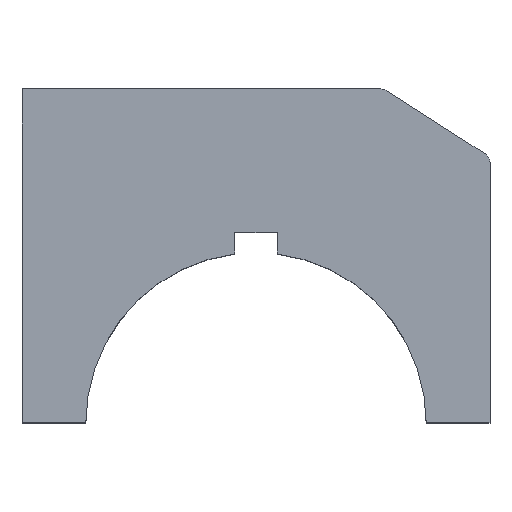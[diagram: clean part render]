
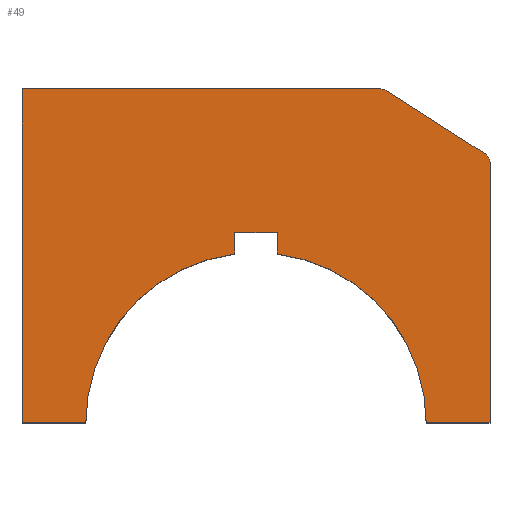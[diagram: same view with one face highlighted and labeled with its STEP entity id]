
A CAD part, top view. The second image highlights one B-rep face of the part: STEP entity #49.
In plain terms, the highlighted planar face has unit normal (0, 0, 1).
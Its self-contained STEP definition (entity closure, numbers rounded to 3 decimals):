
#1 = CARTESIAN_POINT ( 'NONE',  ( 0., 0., 60. ) ) ;
#7 = CIRCLE ( 'NONE', #305, 80. ) ;
#25 = DIRECTION ( 'NONE',  ( 0., 0., -1. ) ) ;
#32 = DIRECTION ( 'NONE',  ( -1., 0., 0. ) ) ;
#34 = EDGE_CURVE ( 'NONE', #444, #392, #499, .T. ) ;
#39 = EDGE_CURVE ( 'NONE', #257, #104, #446, .T. ) ;
#42 = DIRECTION ( 'NONE',  ( 1., 0., 0. ) ) ;
#44 = CARTESIAN_POINT ( 'NONE',  ( 110., 125., 60. ) ) ;
#49 = ADVANCED_FACE ( 'NONE', ( #79 ), #269, .F. ) ;
#52 = CARTESIAN_POINT ( 'NONE',  ( 80., 0., 60. ) ) ;
#55 = DIRECTION ( 'NONE',  ( 0., 1., 0. ) ) ;
#57 = CARTESIAN_POINT ( 'NONE',  ( 58.537, 152., 60. ) ) ;
#60 = DIRECTION ( 'NONE',  ( -1., 0., 0. ) ) ;
#61 = CARTESIAN_POINT ( 'NONE',  ( 10., 79.373, 60. ) ) ;
#69 = EDGE_CURVE ( 'NONE', #405, #211, #311, .T. ) ;
#79 = FACE_OUTER_BOUND ( 'NONE', #380, .T. ) ;
#84 = EDGE_CURVE ( 'NONE', #392, #454, #347, .T. ) ;
#90 = LINE ( 'NONE', #242, #336 ) ;
#95 = CARTESIAN_POINT ( 'NONE',  ( -110., 0., 60. ) ) ;
#97 = VERTEX_POINT ( 'NONE', #506 ) ;
#99 = VERTEX_POINT ( 'NONE', #270 ) ;
#104 = VERTEX_POINT ( 'NONE', #349 ) ;
#106 = ORIENTED_EDGE ( 'NONE', *, *, #69, .T. ) ;
#107 = EDGE_CURVE ( 'NONE', #104, #444, #198, .T. ) ;
#109 = CARTESIAN_POINT ( 'NONE',  ( 0., 0., 60. ) ) ;
#117 = CIRCLE ( 'NONE', #243, 5. ) ;
#118 = VECTOR ( 'NONE', #464, 1000. ) ;
#120 = VERTEX_POINT ( 'NONE', #350 ) ;
#121 = CARTESIAN_POINT ( 'NONE',  ( 105., 122.264, 60. ) ) ;
#122 = AXIS2_PLACEMENT_3D ( 'NONE', #229, #471, #42 ) ;
#130 = VECTOR ( 'NONE', #418, 1000. ) ;
#134 = ORIENTED_EDGE ( 'NONE', *, *, #183, .T. ) ;
#138 = ORIENTED_EDGE ( 'NONE', *, *, #84, .T. ) ;
#144 = VECTOR ( 'NONE', #196, 1000. ) ;
#147 = CARTESIAN_POINT ( 'NONE',  ( 110., 122.264, 60. ) ) ;
#166 = VECTOR ( 'NONE', #248, 1000. ) ;
#170 = LINE ( 'NONE', #95, #166 ) ;
#176 = CARTESIAN_POINT ( 'NONE',  ( 10., 79.373, 60. ) ) ;
#183 = EDGE_CURVE ( 'NONE', #120, #411, #275, .T. ) ;
#189 = LINE ( 'NONE', #463, #130 ) ;
#190 = VERTEX_POINT ( 'NONE', #436 ) ;
#196 = DIRECTION ( 'NONE',  ( -1., 0., 0. ) ) ;
#198 = LINE ( 'NONE', #309, #118 ) ;
#200 = CIRCLE ( 'NONE', #285, 5. ) ;
#202 = VERTEX_POINT ( 'NONE', #322 ) ;
#211 = VERTEX_POINT ( 'NONE', #437 ) ;
#219 = CARTESIAN_POINT ( 'NONE',  ( 58.537, 157., 60. ) ) ;
#229 = CARTESIAN_POINT ( 'NONE',  ( 0., 0., 60. ) ) ;
#231 = ORIENTED_EDGE ( 'NONE', *, *, #235, .T. ) ;
#235 = EDGE_CURVE ( 'NONE', #454, #120, #90, .T. ) ;
#242 = CARTESIAN_POINT ( 'NONE',  ( 110., 0., 60. ) ) ;
#243 = AXIS2_PLACEMENT_3D ( 'NONE', #121, #479, #399 ) ;
#244 = EDGE_CURVE ( 'NONE', #411, #97, #117, .T. ) ;
#248 = DIRECTION ( 'NONE',  ( 1., 0., 0. ) ) ;
#257 = VERTEX_POINT ( 'NONE', #395 ) ;
#263 = EDGE_CURVE ( 'NONE', #97, #190, #396, .T. ) ;
#269 = PLANE ( 'NONE',  #438 ) ;
#270 = CARTESIAN_POINT ( 'NONE',  ( -110., 0., 60. ) ) ;
#275 = LINE ( 'NONE', #44, #423 ) ;
#285 = AXIS2_PLACEMENT_3D ( 'NONE', #57, #448, #32 ) ;
#286 = ORIENTED_EDGE ( 'NONE', *, *, #263, .T. ) ;
#291 = DIRECTION ( 'NONE',  ( 0., -1., 0. ) ) ;
#294 = ORIENTED_EDGE ( 'NONE', *, *, #505, .T. ) ;
#305 = AXIS2_PLACEMENT_3D ( 'NONE', #109, #25, #60 ) ;
#309 = CARTESIAN_POINT ( 'NONE',  ( -10., 89.373, 60. ) ) ;
#311 = LINE ( 'NONE', #462, #144 ) ;
#313 = VECTOR ( 'NONE', #434, 1000. ) ;
#315 = DIRECTION ( 'NONE',  ( 0., 1., 0. ) ) ;
#318 = VECTOR ( 'NONE', #291, 1000. ) ;
#322 = CARTESIAN_POINT ( 'NONE',  ( -80., 0., 60. ) ) ;
#330 = ORIENTED_EDGE ( 'NONE', *, *, #443, .T. ) ;
#336 = VECTOR ( 'NONE', #352, 1000. ) ;
#344 = DIRECTION ( 'NONE',  ( 0., 0., -1. ) ) ;
#347 = CIRCLE ( 'NONE', #122, 80. ) ;
#349 = CARTESIAN_POINT ( 'NONE',  ( -10., 89.373, 60. ) ) ;
#350 = CARTESIAN_POINT ( 'NONE',  ( 110., 0., 60. ) ) ;
#352 = DIRECTION ( 'NONE',  ( 1., 0., 0. ) ) ;
#357 = CARTESIAN_POINT ( 'NONE',  ( 60., 157., 60. ) ) ;
#362 = ORIENTED_EDGE ( 'NONE', *, *, #34, .T. ) ;
#364 = EDGE_CURVE ( 'NONE', #190, #405, #200, .T. ) ;
#373 = CARTESIAN_POINT ( 'NONE',  ( 10., 89.373, 60. ) ) ;
#380 = EDGE_LOOP ( 'NONE', ( #134, #398, #286, #455, #106, #294, #435, #330, #475, #493, #362, #138, #231 ) ) ;
#386 = DIRECTION ( 'NONE',  ( -1., 0., 0. ) ) ;
#392 = VERTEX_POINT ( 'NONE', #176 ) ;
#395 = CARTESIAN_POINT ( 'NONE',  ( -10., 79.373, 60. ) ) ;
#396 = LINE ( 'NONE', #357, #313 ) ;
#398 = ORIENTED_EDGE ( 'NONE', *, *, #244, .T. ) ;
#399 = DIRECTION ( 'NONE',  ( -1., 0., 0. ) ) ;
#405 = VERTEX_POINT ( 'NONE', #219 ) ;
#411 = VERTEX_POINT ( 'NONE', #147 ) ;
#418 = DIRECTION ( 'NONE',  ( 0., -1., 0. ) ) ;
#423 = VECTOR ( 'NONE', #315, 1000. ) ;
#434 = DIRECTION ( 'NONE',  ( -0.842, 0.539, 0. ) ) ;
#435 = ORIENTED_EDGE ( 'NONE', *, *, #477, .T. ) ;
#436 = CARTESIAN_POINT ( 'NONE',  ( 61.232, 156.211, 60. ) ) ;
#437 = CARTESIAN_POINT ( 'NONE',  ( -110., 157., 60. ) ) ;
#438 = AXIS2_PLACEMENT_3D ( 'NONE', #1, #344, #386 ) ;
#443 = EDGE_CURVE ( 'NONE', #202, #257, #7, .T. ) ;
#444 = VERTEX_POINT ( 'NONE', #373 ) ;
#446 = LINE ( 'NONE', #487, #486 ) ;
#448 = DIRECTION ( 'NONE',  ( 0., 0., 1. ) ) ;
#454 = VERTEX_POINT ( 'NONE', #52 ) ;
#455 = ORIENTED_EDGE ( 'NONE', *, *, #364, .T. ) ;
#462 = CARTESIAN_POINT ( 'NONE',  ( -110., 157., 60. ) ) ;
#463 = CARTESIAN_POINT ( 'NONE',  ( -110., 0., 60. ) ) ;
#464 = DIRECTION ( 'NONE',  ( 1., 0., 0. ) ) ;
#471 = DIRECTION ( 'NONE',  ( 0., 0., -1. ) ) ;
#475 = ORIENTED_EDGE ( 'NONE', *, *, #39, .T. ) ;
#477 = EDGE_CURVE ( 'NONE', #99, #202, #170, .T. ) ;
#479 = DIRECTION ( 'NONE',  ( 0., 0., 1. ) ) ;
#486 = VECTOR ( 'NONE', #55, 1000. ) ;
#487 = CARTESIAN_POINT ( 'NONE',  ( -10., 79.373, 60. ) ) ;
#493 = ORIENTED_EDGE ( 'NONE', *, *, #107, .T. ) ;
#499 = LINE ( 'NONE', #61, #318 ) ;
#505 = EDGE_CURVE ( 'NONE', #211, #99, #189, .T. ) ;
#506 = CARTESIAN_POINT ( 'NONE',  ( 107.695, 126.475, 60. ) ) ;
